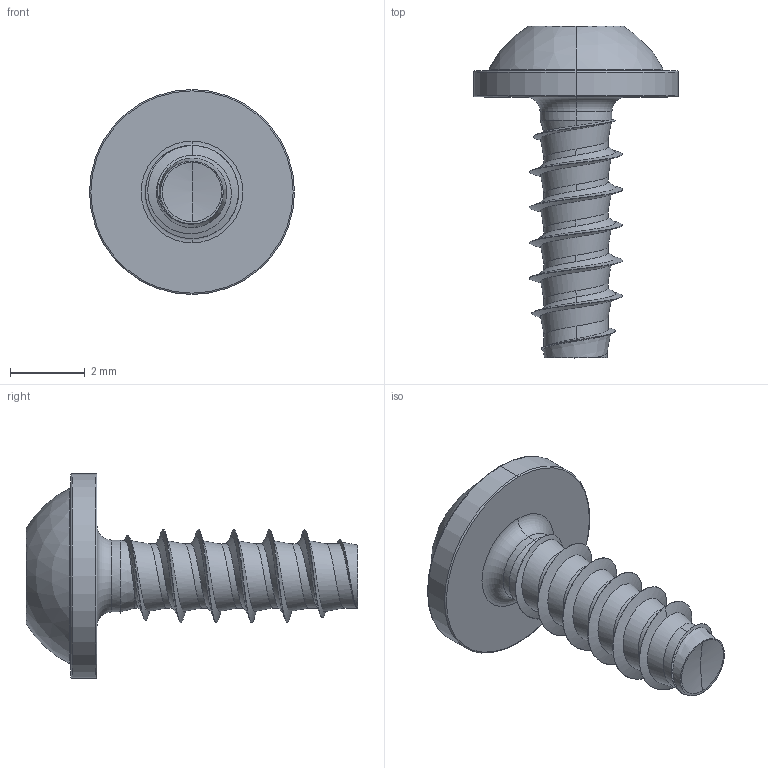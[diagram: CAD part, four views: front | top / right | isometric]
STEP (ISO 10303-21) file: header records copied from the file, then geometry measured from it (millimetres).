
FILE_DESCRIPTION (( 'STEP AP203' ), '1' );
FILE_NAME ('STP380250070.STEP', '2017-08-15T17:28:31', ( '' ), ( '' ), 'SwSTEP 2.0', 'SolidWorks 2015', '' );
FILE_SCHEMA (( 'CONFIG_CONTROL_DESIGN' ));
Length unit declared in the file: millimetre
Products named in the file (1): STP380250070
Bounding box: 5.5 x 8.9 x 5.5 mm (x, y, z)
Volume: 46.3 mm3; surface area: 132.4 mm2
Topology: 1 solids, 1 shells, 100 faces, 243 edges, 146 vertices
Faces by surface type: cylinder 39, bspline 35, cone 11, torus 8, sphere 4, plane 3
Entity records: 13314 total; most frequent: CARTESIAN_POINT 11242, ORIENTED_EDGE 482, DIRECTION 324, EDGE_CURVE 241, VERTEX_POINT 146, AXIS2_PLACEMENT_3D 135, B_SPLINE_CURVE_WITH_KNOTS 105, EDGE_LOOP 103
